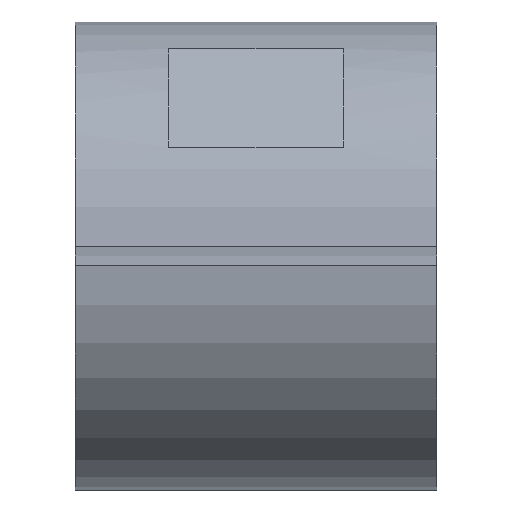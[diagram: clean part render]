
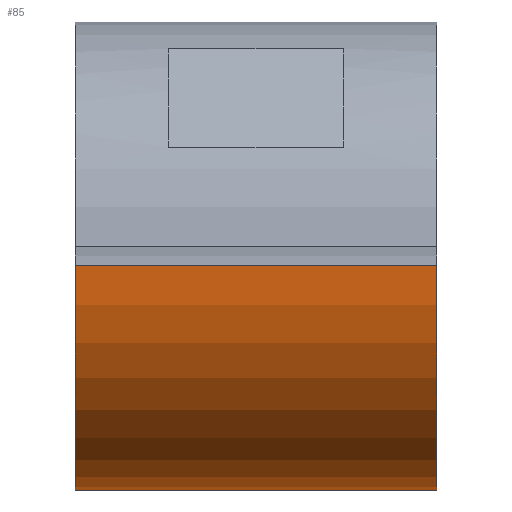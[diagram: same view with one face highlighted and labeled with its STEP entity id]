
A CAD part, left-side view. The second image highlights one B-rep face of the part: STEP entity #85.
In plain terms, the highlighted cylindrical face has radius 12.7 mm (diameter 25.4 mm), a partial arc.
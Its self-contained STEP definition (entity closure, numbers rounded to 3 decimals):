
#25 = CIRCLE ( 'NONE', #443, 12.7 ) ;
#53 = DIRECTION ( 'NONE',  ( 0., 0., 1. ) ) ;
#79 = DIRECTION ( 'NONE',  ( 0., 1., 0. ) ) ;
#85 = ADVANCED_FACE ( 'NONE', ( #449 ), #603, .T. ) ;
#147 = DIRECTION ( 'NONE',  ( 0., 0., 1. ) ) ;
#175 = CARTESIAN_POINT ( 'NONE',  ( 0., -9.817, -12.7 ) ) ;
#180 = VERTEX_POINT ( 'NONE', #188 ) ;
#185 = CARTESIAN_POINT ( 'NONE',  ( -12.69, 9.817, -0.508 ) ) ;
#188 = CARTESIAN_POINT ( 'NONE',  ( 0., 9.817, -12.7 ) ) ;
#213 = AXIS2_PLACEMENT_3D ( 'NONE', #218, #748, #612 ) ;
#215 = CARTESIAN_POINT ( 'NONE',  ( -12.69, -9.817, -0.508 ) ) ;
#218 = CARTESIAN_POINT ( 'NONE',  ( 0., -9.817, 0. ) ) ;
#219 = DIRECTION ( 'NONE',  ( 0., 1., 0. ) ) ;
#251 = VERTEX_POINT ( 'NONE', #175 ) ;
#253 = VECTOR ( 'NONE', #756, 1000. ) ;
#319 = VERTEX_POINT ( 'NONE', #484 ) ;
#328 = EDGE_CURVE ( 'NONE', #180, #701, #337, .T. ) ;
#337 = CIRCLE ( 'NONE', #635, 12.7 ) ;
#365 = ORIENTED_EDGE ( 'NONE', *, *, #518, .T. ) ;
#443 = AXIS2_PLACEMENT_3D ( 'NONE', #644, #581, #53 ) ;
#449 = FACE_OUTER_BOUND ( 'NONE', #778, .T. ) ;
#452 = CARTESIAN_POINT ( 'NONE',  ( 0., 9.817, 0. ) ) ;
#453 = EDGE_CURVE ( 'NONE', #251, #180, #761, .T. ) ;
#484 = CARTESIAN_POINT ( 'NONE',  ( -12.69, -9.817, -0.508 ) ) ;
#486 = ORIENTED_EDGE ( 'NONE', *, *, #453, .F. ) ;
#518 = EDGE_CURVE ( 'NONE', #251, #319, #25, .T. ) ;
#538 = VECTOR ( 'NONE', #79, 1000. ) ;
#581 = DIRECTION ( 'NONE',  ( 0., 1., 0. ) ) ;
#603 = CYLINDRICAL_SURFACE ( 'NONE', #213, 12.7 ) ;
#604 = ORIENTED_EDGE ( 'NONE', *, *, #707, .T. ) ;
#612 = DIRECTION ( 'NONE',  ( 0., 0., 1. ) ) ;
#635 = AXIS2_PLACEMENT_3D ( 'NONE', #452, #219, #147 ) ;
#644 = CARTESIAN_POINT ( 'NONE',  ( 0., -9.817, 0. ) ) ;
#653 = CARTESIAN_POINT ( 'NONE',  ( 0., -9.817, -12.7 ) ) ;
#683 = ORIENTED_EDGE ( 'NONE', *, *, #328, .F. ) ;
#701 = VERTEX_POINT ( 'NONE', #185 ) ;
#707 = EDGE_CURVE ( 'NONE', #319, #701, #712, .T. ) ;
#712 = LINE ( 'NONE', #215, #538 ) ;
#748 = DIRECTION ( 'NONE',  ( 0., 1., 0. ) ) ;
#756 = DIRECTION ( 'NONE',  ( 0., 1., 0. ) ) ;
#761 = LINE ( 'NONE', #653, #253 ) ;
#778 = EDGE_LOOP ( 'NONE', ( #486, #365, #604, #683 ) ) ;
